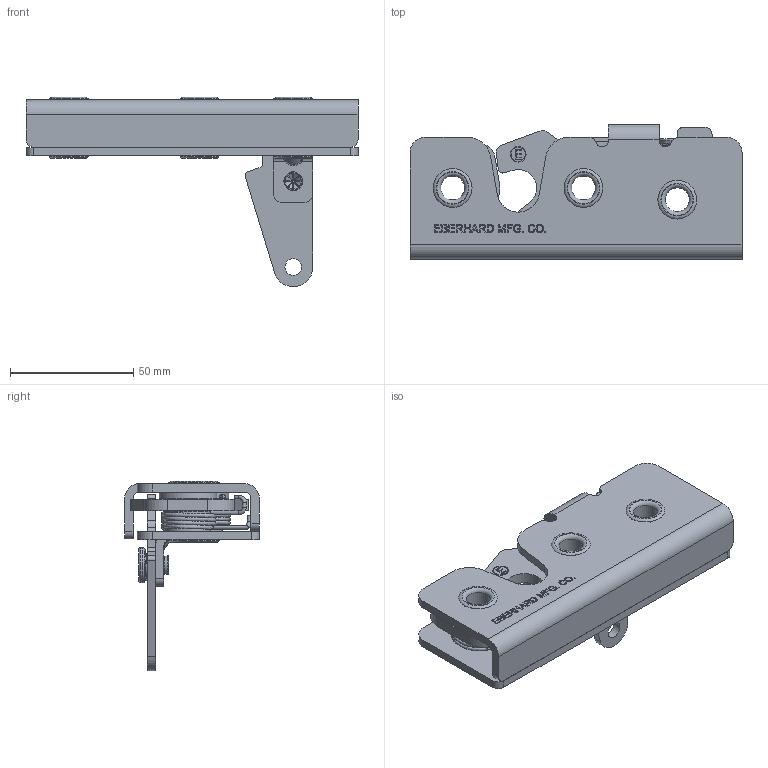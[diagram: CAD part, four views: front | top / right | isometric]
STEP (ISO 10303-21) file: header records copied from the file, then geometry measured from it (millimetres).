
FILE_DESCRIPTION(/* description */ (''),/* implementation_level */ '2;1');
FILE_NAME(/* name */ '16906-R_03_01_2022.stp',/* time_stamp */ '2022-03-01T10:36:56-05:00',/* author */ ('dtinay'),/* organization */ (''),/* preprocessor_version */ 'ST-DEVELOPER v18.1',/* originating_system */ 'Autodesk Inventor 2020',/* authorisation */ '');
FILE_SCHEMA (('AUTOMOTIVE_DESIGN { 1 0 10303 214 3 1 1 }'));
Length unit declared in the file: inch
Products named in the file (1): 16906-R_Shrinkwrap_1
Bounding box: 134.94 x 54.76 x 76.93 mm (x, y, z)
Volume: 77590.7 mm3; surface area: 55128.1 mm2
Topology: 3 solids, 3 shells, 906 faces, 2645 edges, 1745 vertices
Faces by surface type: plane 472, bspline 243, cylinder 153, torus 31, cone 7
Full cylindrical faces by diameter (mm): 1.473 x5, 1.575 x4, 5.842 x2, 6.35 x2, 6.731 x1, 9.665 x1, 9.716 x3, 9.779 x1, 9.97 x1, 12.7 x1, 13.271 x6, 13.487 x3, 15.303 x3, 15.684 x3, 18.256 x3, 23.47 x3
Entity records: 34911 total; most frequent: CARTESIAN_POINT 12026, ORIENTED_EDGE 5302, DIRECTION 3968, EDGE_CURVE 2651, VERTEX_POINT 1746, LINE 1450, VECTOR 1450, AXIS2_PLACEMENT_3D 1259
